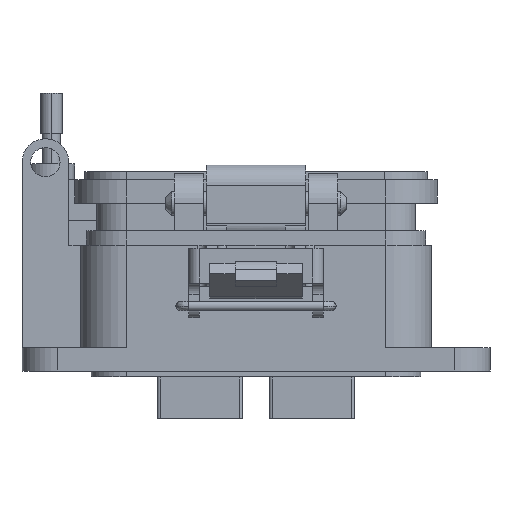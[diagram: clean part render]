
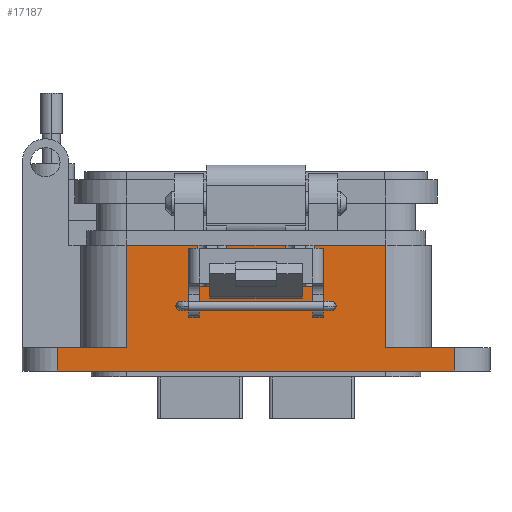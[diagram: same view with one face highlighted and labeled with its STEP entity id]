
A CAD part, front view. The second image highlights one B-rep face of the part: STEP entity #17187.
In plain terms, the highlighted planar face has unit normal (0, -1, 0).
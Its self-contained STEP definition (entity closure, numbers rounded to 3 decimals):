
#47 = EDGE_CURVE ( 'NONE', #351, #12426, #24924, .T. ) ;
#351 = VERTEX_POINT ( 'NONE', #24199 ) ;
#512 = VECTOR ( 'NONE', #17197, 1000. ) ;
#590 = DIRECTION ( 'NONE',  ( 0., -1., 0. ) ) ;
#941 = ORIENTED_EDGE ( 'NONE', *, *, #36094, .T. ) ;
#1397 = VERTEX_POINT ( 'NONE', #37091 ) ;
#1604 = VECTOR ( 'NONE', #42603, 1000. ) ;
#2436 = VERTEX_POINT ( 'NONE', #4546 ) ;
#3144 = DIRECTION ( 'NONE',  ( 1., 0., 0. ) ) ;
#3420 = ORIENTED_EDGE ( 'NONE', *, *, #35817, .T. ) ;
#3577 = CARTESIAN_POINT ( 'NONE',  ( -22.358, -15.056, -21.654 ) ) ;
#3932 = FACE_OUTER_BOUND ( 'NONE', #22187, .T. ) ;
#4374 = EDGE_CURVE ( 'NONE', #12426, #40566, #38196, .T. ) ;
#4546 = CARTESIAN_POINT ( 'NONE',  ( 5.036, -15.056, -21.654 ) ) ;
#4740 = EDGE_CURVE ( 'NONE', #43347, #16471, #39628, .T. ) ;
#4751 = VECTOR ( 'NONE', #15131, 1000. ) ;
#4834 = AXIS2_PLACEMENT_3D ( 'NONE', #31196, #590, #7073 ) ;
#5016 = CARTESIAN_POINT ( 'NONE',  ( -34.243, -15.056, -21.654 ) ) ;
#5130 = CARTESIAN_POINT ( 'NONE',  ( -10.071, -15.056, -21.654 ) ) ;
#5298 = DIRECTION ( 'NONE',  ( 0., 0., 1. ) ) ;
#6293 = CARTESIAN_POINT ( 'NONE',  ( 34.243, -15.056, -43.307 ) ) ;
#7073 = DIRECTION ( 'NONE',  ( 1., 0., 0. ) ) ;
#7113 = EDGE_CURVE ( 'NONE', #29032, #43582, #35681, .T. ) ;
#8027 = VERTEX_POINT ( 'NONE', #9159 ) ;
#8079 = DIRECTION ( 'NONE',  ( -1., 0., 0. ) ) ;
#8430 = LINE ( 'NONE', #39476, #40756 ) ;
#8439 = DIRECTION ( 'NONE',  ( -1., 0., 0. ) ) ;
#8935 = EDGE_CURVE ( 'NONE', #11455, #28613, #33847, .T. ) ;
#9047 = VECTOR ( 'NONE', #22986, 1000. ) ;
#9159 = CARTESIAN_POINT ( 'NONE',  ( 5.036, -15.056, -28.704 ) ) ;
#9168 = ORIENTED_EDGE ( 'NONE', *, *, #29086, .T. ) ;
#9322 = VERTEX_POINT ( 'NONE', #6293 ) ;
#9558 = CARTESIAN_POINT ( 'NONE',  ( 10.071, -15.056, -28.704 ) ) ;
#10580 = ORIENTED_EDGE ( 'NONE', *, *, #26245, .T. ) ;
#10608 = CARTESIAN_POINT ( 'NONE',  ( 22.358, -15.056, -21.654 ) ) ;
#11455 = VERTEX_POINT ( 'NONE', #35392 ) ;
#11530 = ORIENTED_EDGE ( 'NONE', *, *, #8935, .T. ) ;
#12426 = VERTEX_POINT ( 'NONE', #41001 ) ;
#13040 = EDGE_CURVE ( 'NONE', #43582, #31644, #41128, .T. ) ;
#13502 = VERTEX_POINT ( 'NONE', #9558 ) ;
#13626 = CARTESIAN_POINT ( 'NONE',  ( 10.071, -15.056, -21.654 ) ) ;
#13835 = DIRECTION ( 'NONE',  ( 0., 0., -1. ) ) ;
#14523 = CARTESIAN_POINT ( 'NONE',  ( -34.243, -15.056, -43.307 ) ) ;
#15131 = DIRECTION ( 'NONE',  ( 0., 0., 1. ) ) ;
#15257 = VECTOR ( 'NONE', #27145, 1000. ) ;
#15855 = ORIENTED_EDGE ( 'NONE', *, *, #13040, .T. ) ;
#16471 = VERTEX_POINT ( 'NONE', #14523 ) ;
#17187 = ADVANCED_FACE ( 'NONE', ( #3932 ), #20684, .T. ) ;
#17197 = DIRECTION ( 'NONE',  ( 0., 0., -1. ) ) ;
#17660 = ORIENTED_EDGE ( 'NONE', *, *, #41572, .T. ) ;
#18493 = LINE ( 'NONE', #32122, #4751 ) ;
#19018 = VECTOR ( 'NONE', #3144, 1000. ) ;
#19048 = CARTESIAN_POINT ( 'NONE',  ( -22.358, -15.056, -21.654 ) ) ;
#19711 = VECTOR ( 'NONE', #34854, 1000. ) ;
#20216 = CARTESIAN_POINT ( 'NONE',  ( 10.071, -15.056, -28.704 ) ) ;
#20351 = DIRECTION ( 'NONE',  ( -1., 0., 0. ) ) ;
#20549 = LINE ( 'NONE', #13626, #40461 ) ;
#20684 = PLANE ( 'NONE',  #4834 ) ;
#20785 = ORIENTED_EDGE ( 'NONE', *, *, #4374, .T. ) ;
#21216 = CARTESIAN_POINT ( 'NONE',  ( 22.358, -15.056, -21.654 ) ) ;
#21862 = ORIENTED_EDGE ( 'NONE', *, *, #4740, .T. ) ;
#21925 = LINE ( 'NONE', #42732, #35726 ) ;
#22110 = ORIENTED_EDGE ( 'NONE', *, *, #42945, .T. ) ;
#22187 = EDGE_LOOP ( 'NONE', ( #30376, #31363, #9168, #22110, #3420, #17660, #11530, #32992, #42727, #15855, #10580, #21862, #941, #40868, #37162, #20785 ) ) ;
#22986 = DIRECTION ( 'NONE',  ( 0., 0., -1. ) ) ;
#23459 = LINE ( 'NONE', #41357, #19018 ) ;
#23561 = EDGE_CURVE ( 'NONE', #26362, #13502, #35721, .T. ) ;
#23598 = CARTESIAN_POINT ( 'NONE',  ( -22.358, -15.056, -39.279 ) ) ;
#24199 = CARTESIAN_POINT ( 'NONE',  ( 34.243, -15.056, -39.279 ) ) ;
#24924 = LINE ( 'NONE', #32504, #1604 ) ;
#25077 = EDGE_CURVE ( 'NONE', #28613, #29032, #8430, .T. ) ;
#25209 = CARTESIAN_POINT ( 'NONE',  ( 10.071, -15.056, -21.654 ) ) ;
#25436 = CARTESIAN_POINT ( 'NONE',  ( 10.071, -15.056, -28.704 ) ) ;
#26245 = EDGE_CURVE ( 'NONE', #31644, #43347, #30643, .T. ) ;
#26362 = VERTEX_POINT ( 'NONE', #43539 ) ;
#27049 = DIRECTION ( 'NONE',  ( -1., 0., 0. ) ) ;
#27069 = CARTESIAN_POINT ( 'NONE',  ( 10.071, -15.056, -39.279 ) ) ;
#27145 = DIRECTION ( 'NONE',  ( -1., 0., 0. ) ) ;
#27889 = VECTOR ( 'NONE', #13835, 1000. ) ;
#28150 = LINE ( 'NONE', #25436, #33252 ) ;
#28613 = VERTEX_POINT ( 'NONE', #31827 ) ;
#28752 = CARTESIAN_POINT ( 'NONE',  ( 10.071, -15.056, -21.654 ) ) ;
#29032 = VERTEX_POINT ( 'NONE', #5130 ) ;
#29086 = EDGE_CURVE ( 'NONE', #13502, #8027, #28150, .T. ) ;
#29458 = DIRECTION ( 'NONE',  ( 0., 0., -1. ) ) ;
#29702 = LINE ( 'NONE', #43373, #9047 ) ;
#30376 = ORIENTED_EDGE ( 'NONE', *, *, #36100, .T. ) ;
#30643 = LINE ( 'NONE', #27069, #40819 ) ;
#31196 = CARTESIAN_POINT ( 'NONE',  ( 10.071, -15.056, -21.654 ) ) ;
#31363 = ORIENTED_EDGE ( 'NONE', *, *, #23561, .T. ) ;
#31644 = VERTEX_POINT ( 'NONE', #23598 ) ;
#31827 = CARTESIAN_POINT ( 'NONE',  ( -10.071, -15.056, -28.704 ) ) ;
#32122 = CARTESIAN_POINT ( 'NONE',  ( 5.036, -15.056, -21.654 ) ) ;
#32504 = CARTESIAN_POINT ( 'NONE',  ( 10.071, -15.056, -39.279 ) ) ;
#32561 = VECTOR ( 'NONE', #38968, 1000. ) ;
#32992 = ORIENTED_EDGE ( 'NONE', *, *, #25077, .T. ) ;
#33252 = VECTOR ( 'NONE', #35730, 1000. ) ;
#33847 = LINE ( 'NONE', #20216, #15257 ) ;
#34190 = LINE ( 'NONE', #34614, #512 ) ;
#34614 = CARTESIAN_POINT ( 'NONE',  ( 34.243, -15.056, -43.307 ) ) ;
#34748 = VECTOR ( 'NONE', #29458, 1000. ) ;
#34854 = DIRECTION ( 'NONE',  ( 0., 0., 1. ) ) ;
#35392 = CARTESIAN_POINT ( 'NONE',  ( -5.036, -15.056, -28.704 ) ) ;
#35681 = LINE ( 'NONE', #28752, #39492 ) ;
#35721 = LINE ( 'NONE', #25209, #34748 ) ;
#35726 = VECTOR ( 'NONE', #8079, 1000. ) ;
#35730 = DIRECTION ( 'NONE',  ( -1., 0., 0. ) ) ;
#35817 = EDGE_CURVE ( 'NONE', #2436, #1397, #21925, .T. ) ;
#36094 = EDGE_CURVE ( 'NONE', #16471, #9322, #23459, .T. ) ;
#36100 = EDGE_CURVE ( 'NONE', #40566, #26362, #20549, .T. ) ;
#36131 = EDGE_CURVE ( 'NONE', #351, #9322, #34190, .T. ) ;
#37091 = CARTESIAN_POINT ( 'NONE',  ( -5.036, -15.056, -21.654 ) ) ;
#37162 = ORIENTED_EDGE ( 'NONE', *, *, #47, .T. ) ;
#38196 = LINE ( 'NONE', #21216, #19711 ) ;
#38968 = DIRECTION ( 'NONE',  ( 0., 0., -1. ) ) ;
#39476 = CARTESIAN_POINT ( 'NONE',  ( -10.071, -15.056, -21.654 ) ) ;
#39492 = VECTOR ( 'NONE', #8439, 1000. ) ;
#39628 = LINE ( 'NONE', #5016, #32561 ) ;
#40461 = VECTOR ( 'NONE', #27049, 1000. ) ;
#40566 = VERTEX_POINT ( 'NONE', #10608 ) ;
#40756 = VECTOR ( 'NONE', #5298, 1000. ) ;
#40819 = VECTOR ( 'NONE', #20351, 1000. ) ;
#40868 = ORIENTED_EDGE ( 'NONE', *, *, #36131, .F. ) ;
#41001 = CARTESIAN_POINT ( 'NONE',  ( 22.358, -15.056, -39.279 ) ) ;
#41128 = LINE ( 'NONE', #3577, #27889 ) ;
#41357 = CARTESIAN_POINT ( 'NONE',  ( 0., -15.056, -43.307 ) ) ;
#41572 = EDGE_CURVE ( 'NONE', #1397, #11455, #29702, .T. ) ;
#42603 = DIRECTION ( 'NONE',  ( -1., 0., 0. ) ) ;
#42727 = ORIENTED_EDGE ( 'NONE', *, *, #7113, .T. ) ;
#42732 = CARTESIAN_POINT ( 'NONE',  ( 10.071, -15.056, -21.654 ) ) ;
#42945 = EDGE_CURVE ( 'NONE', #8027, #2436, #18493, .T. ) ;
#43347 = VERTEX_POINT ( 'NONE', #43499 ) ;
#43373 = CARTESIAN_POINT ( 'NONE',  ( -5.036, -15.056, -21.654 ) ) ;
#43499 = CARTESIAN_POINT ( 'NONE',  ( -34.243, -15.056, -39.279 ) ) ;
#43539 = CARTESIAN_POINT ( 'NONE',  ( 10.071, -15.056, -21.654 ) ) ;
#43582 = VERTEX_POINT ( 'NONE', #19048 ) ;
